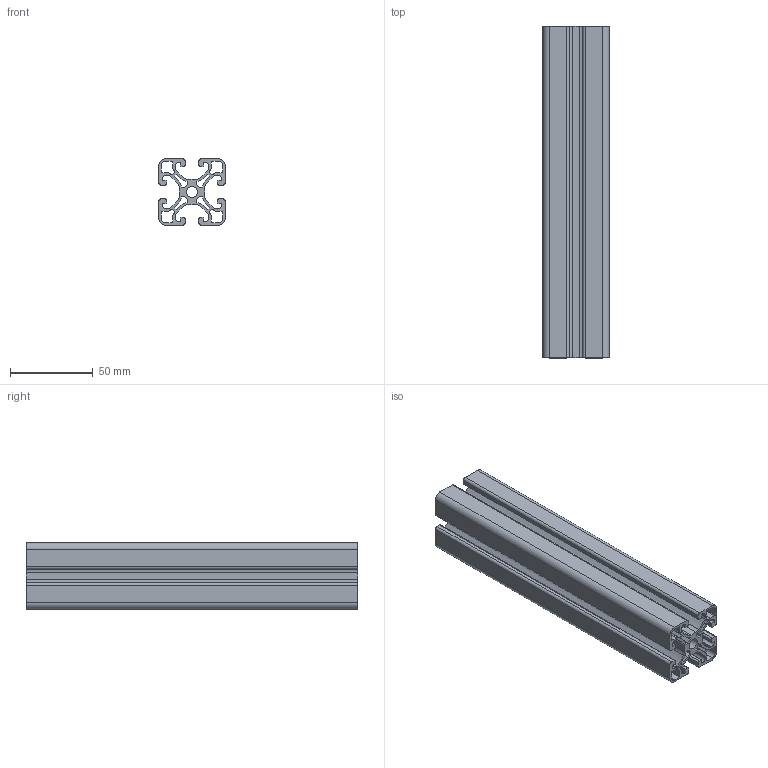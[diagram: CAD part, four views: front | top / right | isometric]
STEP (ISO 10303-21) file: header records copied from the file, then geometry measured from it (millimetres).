
FILE_DESCRIPTION(/* description */ ('Aluminiumprofil 40x40E'),/* implementation_level */ '2;1');
FILE_NAME(/* name */ 'Syskomp 281404901 Aluminiumprofil 40x40E.stp',/* time_stamp */ '2017-04-26T12:07:48+02:00',/* author */ ('wheldmann'),/* organization */ (''),/* preprocessor_version */ 'ST-DEVELOPER v16.1',/* originating_system */ 'Autodesk Inventor 2016',/* authorisation */ ' ');
FILE_SCHEMA (('AUTOMOTIVE_DESIGN { 1 0 10303 214 3 1 1 }'));
Length unit declared in the file: millimetre
Products named in the file (1): 281404901 Aluminiumprofil 40x40E - 200
Bounding box: 40 x 200 x 40 mm (x, y, z)
Volume: 109444.3 mm3; surface area: 116821.7 mm2
Topology: 1 solids, 1 shells, 235 faces, 699 edges, 466 vertices
Faces by surface type: cylinder 145, plane 90
Full cylindrical faces by diameter (mm): 6.8 x1
Entity records: 8058 total; most frequent: DIRECTION 1460, CARTESIAN_POINT 1400, ORIENTED_EDGE 1396, EDGE_CURVE 698, AXIS2_PLACEMENT_3D 526, VERTEX_POINT 466, LINE 408, VECTOR 408
